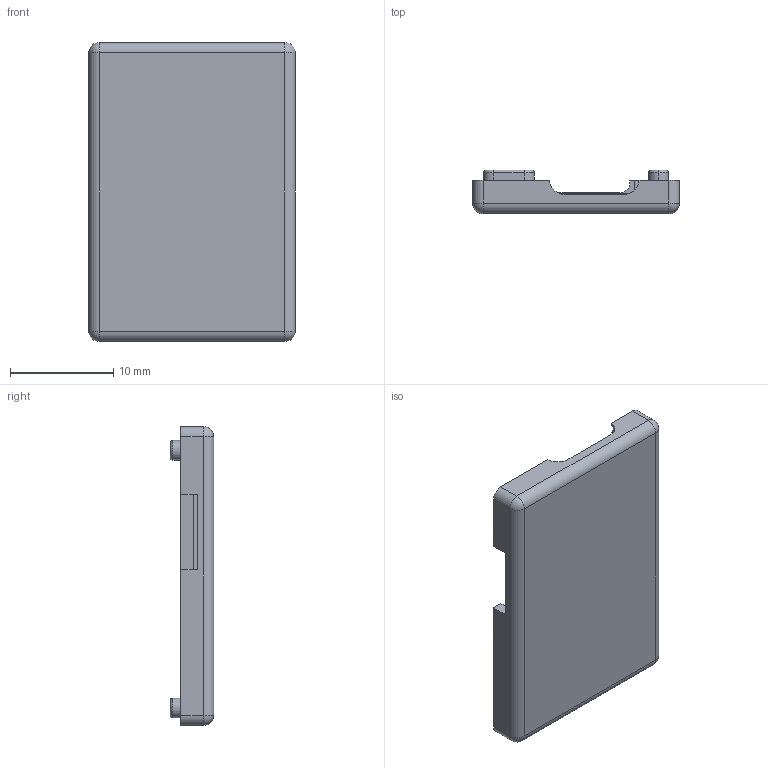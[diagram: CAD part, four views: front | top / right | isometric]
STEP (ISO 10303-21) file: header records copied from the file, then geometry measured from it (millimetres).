
FILE_DESCRIPTION((''),'2;1');
FILE_NAME('0000045244_V3_THIN','2015-06-23T',('amywong'),(''),'PRO/ENGINEER BY PARAMETRIC TECHNOLOGY CORPORATION, 2015110','PRO/ENGINEER BY PARAMETRIC TECHNOLOGY CORPORATION, 2015110','');
FILE_SCHEMA(('CONFIG_CONTROL_DESIGN'));
Length unit declared in the file: millimetre
Products named in the file (1): 0000045244_V3_THIN
Bounding box: 20 x 4.2 x 28.94 mm (x, y, z)
Volume: 1179.7 mm3; surface area: 1587.1 mm2
Topology: 1 solids, 1 shells, 126 faces, 332 edges, 212 vertices
Faces by surface type: plane 85, cylinder 29, torus 8, sphere 4
Entity records: 3897 total; most frequent: CARTESIAN_POINT 676, ORIENTED_EDGE 664, DIRECTION 654, EDGE_CURVE 332, VECTOR 258, LINE 258, VERTEX_POINT 212, AXIS2_PLACEMENT_3D 198
